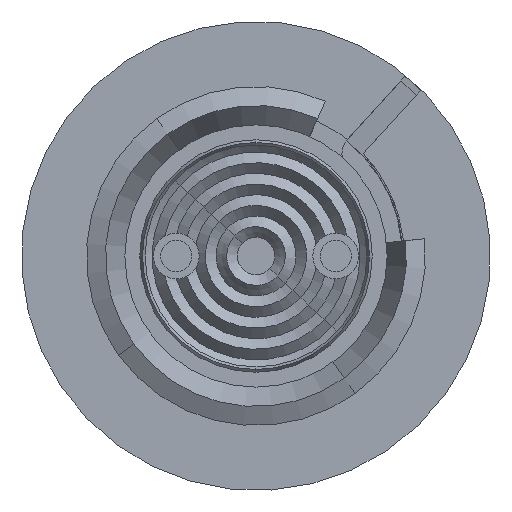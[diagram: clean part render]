
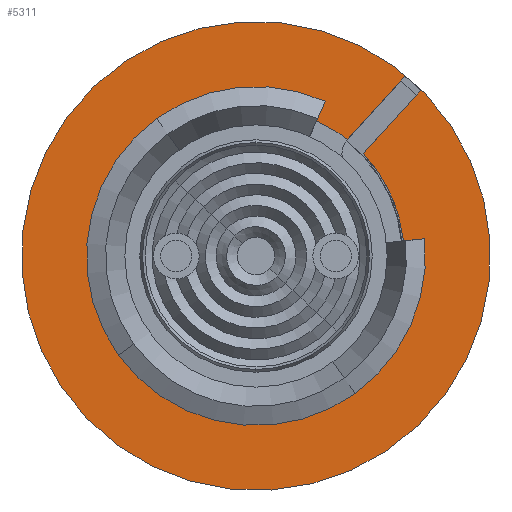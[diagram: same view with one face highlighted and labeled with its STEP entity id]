
A CAD part, front view. The second image highlights one B-rep face of the part: STEP entity #5311.
In plain terms, the highlighted planar face has unit normal (0, -1, 0).
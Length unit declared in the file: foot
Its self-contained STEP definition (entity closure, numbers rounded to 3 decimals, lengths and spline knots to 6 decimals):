
#358 = FACE_BOUND ( 'NONE', #8334, .T. ) ;
#558 = CIRCLE ( 'NONE', #4216, 0.01 ) ;
#741 = ORIENTED_EDGE ( 'NONE', *, *, #8441, .T. ) ;
#765 = DIRECTION ( 'NONE',  ( 0., 1., 0. ) ) ;
#783 = CARTESIAN_POINT ( 'NONE',  ( 0., -0.00125, 0.01 ) ) ;
#911 = CARTESIAN_POINT ( 'NONE',  ( 0., -0.00125, 0. ) ) ;
#1265 = DIRECTION ( 'NONE',  ( 0., 1., 0. ) ) ;
#1370 = CIRCLE ( 'NONE', #1687, 0.018333 ) ;
#1372 = VERTEX_POINT ( 'NONE', #6632 ) ;
#1605 = DIRECTION ( 'NONE',  ( 0., 0., 1. ) ) ;
#1687 = AXIS2_PLACEMENT_3D ( 'NONE', #5451, #1265, #6139 ) ;
#2523 = CARTESIAN_POINT ( 'NONE',  ( 0., -0.00125, 0. ) ) ;
#3011 = CARTESIAN_POINT ( 'NONE',  ( 0., -0.00125, -0.01 ) ) ;
#3200 = ORIENTED_EDGE ( 'NONE', *, *, #3416, .F. ) ;
#3208 = DIRECTION ( 'NONE',  ( 0., 0., 1. ) ) ;
#3416 = EDGE_CURVE ( 'NONE', #4449, #1372, #1370, .T. ) ;
#3545 = AXIS2_PLACEMENT_3D ( 'NONE', #2523, #7401, #3208 ) ;
#3900 = CIRCLE ( 'NONE', #4599, 0.01 ) ;
#4123 = DIRECTION ( 'NONE',  ( 0., 1., 0. ) ) ;
#4155 = EDGE_CURVE ( 'NONE', #1372, #4449, #8935, .T. ) ;
#4216 = AXIS2_PLACEMENT_3D ( 'NONE', #911, #5776, #1605 ) ;
#4449 = VERTEX_POINT ( 'NONE', #5996 ) ;
#4599 = AXIS2_PLACEMENT_3D ( 'NONE', #4925, #765, #5632 ) ;
#4925 = CARTESIAN_POINT ( 'NONE',  ( 0., -0.00125, 0. ) ) ;
#5043 = ORIENTED_EDGE ( 'NONE', *, *, #7700, .T. ) ;
#5311 = ADVANCED_FACE ( 'NONE', ( #7728, #358 ), #6667, .F. ) ;
#5380 = AXIS2_PLACEMENT_3D ( 'NONE', #8268, #4123, #8970 ) ;
#5443 = ORIENTED_EDGE ( 'NONE', *, *, #4155, .F. ) ;
#5451 = CARTESIAN_POINT ( 'NONE',  ( 0., -0.00125, 0. ) ) ;
#5523 = VERTEX_POINT ( 'NONE', #783 ) ;
#5632 = DIRECTION ( 'NONE',  ( 0., 0., 1. ) ) ;
#5776 = DIRECTION ( 'NONE',  ( 0., 1., 0. ) ) ;
#5996 = CARTESIAN_POINT ( 'NONE',  ( 0., -0.00125, 0.018333 ) ) ;
#6139 = DIRECTION ( 'NONE',  ( 0., 0., 1. ) ) ;
#6632 = CARTESIAN_POINT ( 'NONE',  ( 0., -0.00125, -0.018333 ) ) ;
#6667 = PLANE ( 'NONE',  #3545 ) ;
#6679 = VERTEX_POINT ( 'NONE', #3011 ) ;
#7401 = DIRECTION ( 'NONE',  ( 0., 1., 0. ) ) ;
#7700 = EDGE_CURVE ( 'NONE', #5523, #6679, #3900, .T. ) ;
#7728 = FACE_OUTER_BOUND ( 'NONE', #8346, .T. ) ;
#8268 = CARTESIAN_POINT ( 'NONE',  ( 0., -0.00125, 0. ) ) ;
#8334 = EDGE_LOOP ( 'NONE', ( #741, #5043 ) ) ;
#8346 = EDGE_LOOP ( 'NONE', ( #5443, #3200 ) ) ;
#8441 = EDGE_CURVE ( 'NONE', #6679, #5523, #558, .T. ) ;
#8935 = CIRCLE ( 'NONE', #5380, 0.018333 ) ;
#8970 = DIRECTION ( 'NONE',  ( 0., 0., 1. ) ) ;
